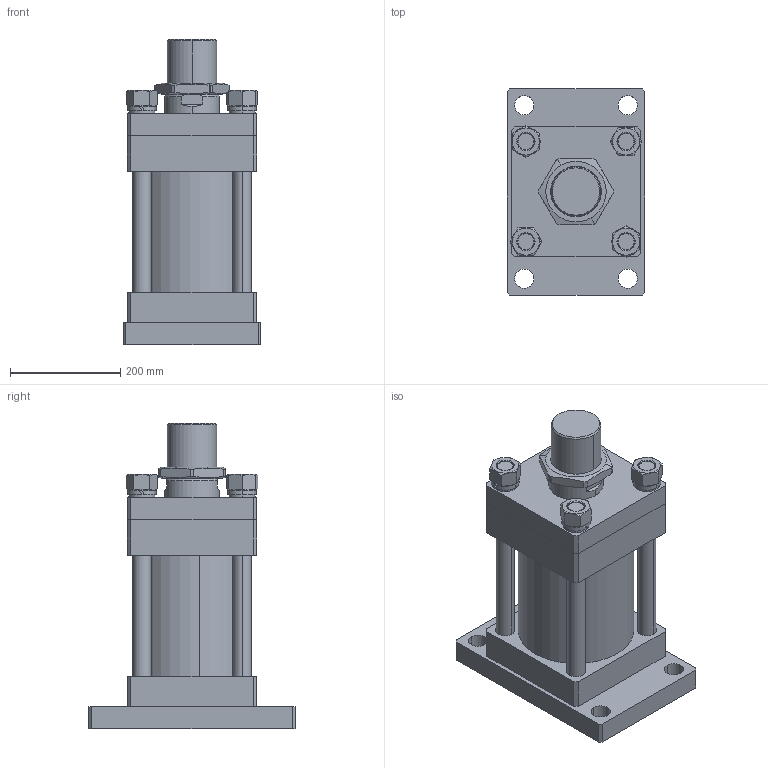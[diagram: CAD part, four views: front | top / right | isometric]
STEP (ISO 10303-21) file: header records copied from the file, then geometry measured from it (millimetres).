
FILE_DESCRIPTION (( 'STEP AP203' ), '1' );
FILE_NAME ('HOB-180-100-100-FB.STEP', '2021-04-27T10:14:10', ( '微软用户' ), ( '微软中国' ), 'SwSTEP 2.0', 'SolidWorks 2012', '' );
FILE_SCHEMA (( 'CONFIG_CONTROL_DESIGN' ));
Length unit declared in the file: millimetre
Products named in the file (12): HOB-180-100-100楊擘; HOB-180-100-100前盖; HOB-180-100-100綴裔; HOB-180-100-100掛极; HOB-180-100-100活塞杆; HOB-180-100-100-FB嶺裝; plain washers for clevis pins gb_GB_ROUND_WASHERS_TYPE7 33; spring lock washers--normal type gb_GB_FASTENER_WASHER_SW 33; hex nuts, style 1-grades ab gb_GB_FASTENER_NUT_SNAB1  B M33-N; M90x2綠20; HOB-180-100-100-FB楊擘; HOB-180-100-100-FB
Assembly tree (23 placements, depth 2):
  HOB-180-100-100-FB
    HOB-180-100-100楊擘
    HOB-180-100-100前盖
    HOB-180-100-100綴裔
    HOB-180-100-100掛极
    HOB-180-100-100活塞杆
    HOB-180-100-100-FB嶺裝  x4
    plain washers for clevis pins gb_GB_ROUND_WASHERS_TYPE7 33  x4
    spring lock washers--normal type gb_GB_FASTENER_WASHER_SW 33  x4
    hex nuts, style 1-grades ab gb_GB_FASTENER_NUT_SNAB1  B M33-N  x4
    M90x2綠20
    HOB-180-100-100-FB楊擘
Bounding box: 250 x 375 x 555 mm (x, y, z)
Volume: 19332021.6 mm3; surface area: 1632702.7 mm2
Topology: 23 solids, 23 shells, 357 faces, 822 edges, 520 vertices
Faces by surface type: cylinder 137, plane 131, cone 77, torus 12
Entity records: 8896 total; most frequent: CARTESIAN_POINT 1625, DIRECTION 1283, ORIENTED_EDGE 1104, EDGE_CURVE 552, AXIS2_PLACEMENT_3D 515, VERTEX_POINT 352, EDGE_LOOP 296, CIRCLE 258
